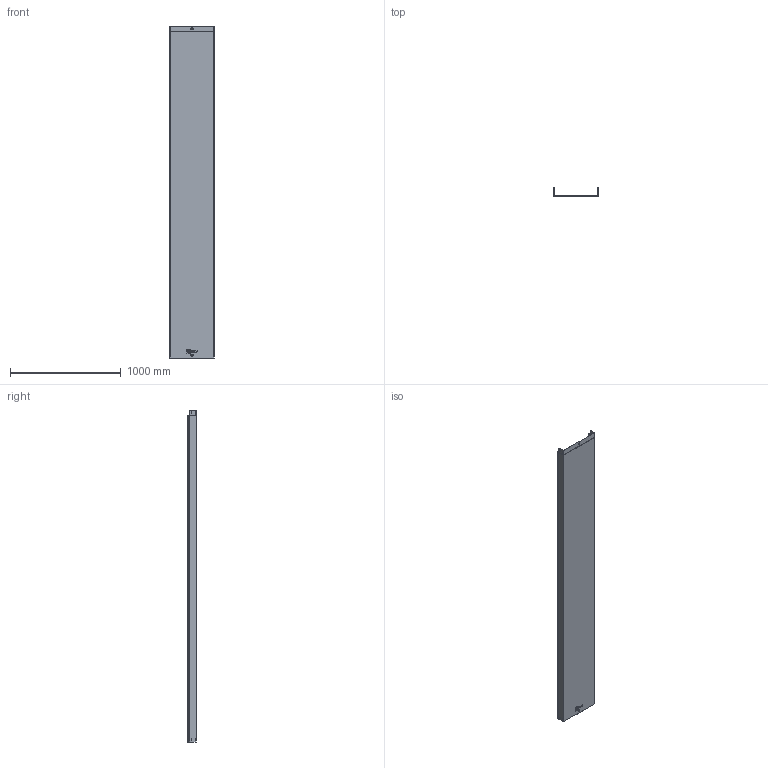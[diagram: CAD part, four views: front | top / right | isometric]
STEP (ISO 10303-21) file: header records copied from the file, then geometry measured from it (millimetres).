
FILE_DESCRIPTION (( 'STEP AP203' ), '1' );
FILE_NAME ('Cable tray 80õ400õ3000.STEP', '2019-04-24T06:31:16', ( '' ), ( '' ), 'SwSTEP 2.0', 'SolidWorks 2017', '' );
FILE_SCHEMA (( 'CONFIG_CONTROL_DESIGN' ));
Length unit declared in the file: millimetre
Products named in the file (1): Cable tray 80õ400õ3000
Bounding box: 402.89 x 81.08 x 3000 mm (x, y, z)
Volume: 1752325.5 mm3; surface area: 3512095.5 mm2
Topology: 1 solids, 1 shells, 438 faces, 1079 edges, 659 vertices
Faces by surface type: cylinder 164, plane 141, bspline 73, torus 56, sphere 4
Entity records: 20866 total; most frequent: CARTESIAN_POINT 11018, ORIENTED_EDGE 2150, DIRECTION 1889, EDGE_CURVE 1075, AXIS2_PLACEMENT_3D 687, VERTEX_POINT 659, LINE 515, VECTOR 515
